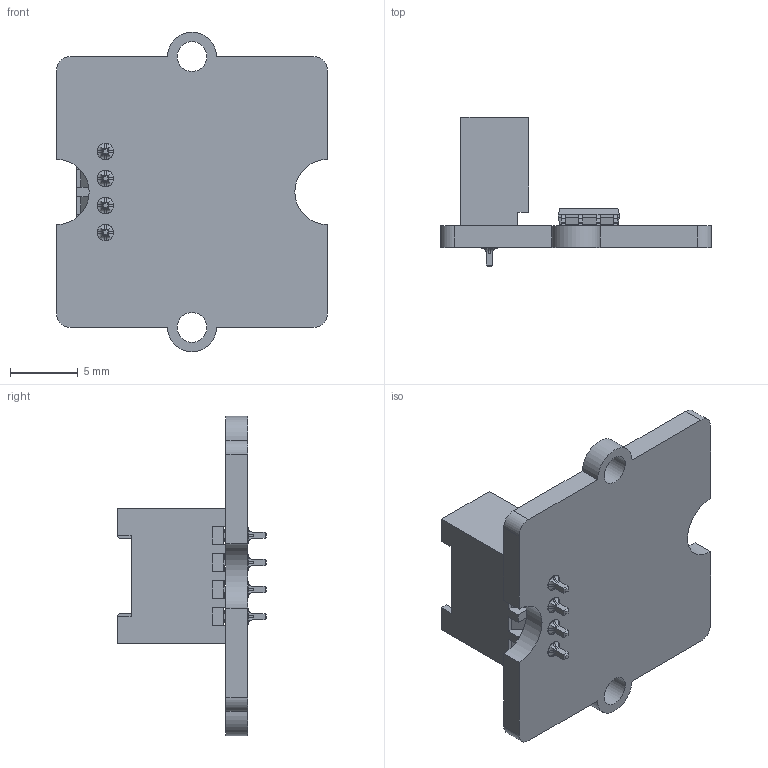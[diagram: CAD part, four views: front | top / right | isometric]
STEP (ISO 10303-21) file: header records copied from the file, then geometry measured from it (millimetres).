
FILE_DESCRIPTION(/* description */ (''),/* implementation_level */ '2;1');
FILE_NAME(/* name */ 'Global_Grove_IMU v1.step',/* time_stamp */ '2019-06-07T11:44:10+02:00',/* author */ (''),/* organization */ (''),/* preprocessor_version */ 'ST-DEVELOPER v18',/* originating_system */ 'Autodesk Translation Framework v8.2.0.1029',/* authorisation */ '');
FILE_SCHEMA (('AUTOMOTIVE_DESIGN { 1 0 10303 214 3 1 1 }'));
Length unit declared in the file: millimetre
Products named in the file (4): Global_Grove_IMU; PCB grove 20x20; Connecteur Grove (droit); LM358
Assembly tree (3 placements, depth 2):
  Global_Grove_IMU
    PCB grove 20x20
    Connecteur Grove (droit)
    LM358
Bounding box: 20 x 11 x 23.6 mm (x, y, z)
Volume: 785.4 mm3; surface area: 1569.8 mm2
Topology: 7 solids, 7 shells, 422 faces, 1097 edges, 702 vertices
Faces by surface type: plane 279, cylinder 111, bspline 32
Full cylindrical faces by diameter (mm): 0.4 x1, 1.2 x4, 2.2 x2
Entity records: 14013 total; most frequent: CARTESIAN_POINT 3300, ORIENTED_EDGE 2194, DIRECTION 2067, EDGE_CURVE 1097, LINE 729, VECTOR 729, VERTEX_POINT 702, AXIS2_PLACEMENT_3D 669
